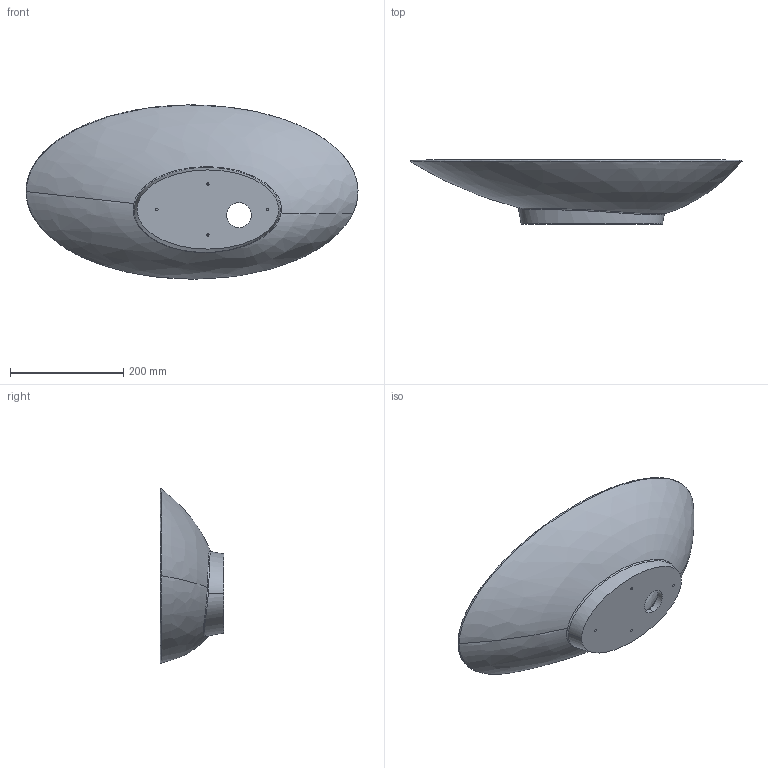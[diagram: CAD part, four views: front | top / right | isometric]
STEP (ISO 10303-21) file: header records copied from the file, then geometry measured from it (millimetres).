
FILE_DESCRIPTION (( 'STEP AP203' ), '1' );
FILE_NAME ('6229170610.step', '2020-12-18T12:32:52', ( 'admin' ), ( '' ), 'SwSTEP 2.0', 'SolidWorks 2019', '' );
FILE_SCHEMA (( 'CONFIG_CONTROL_DESIGN' ));
Length unit declared in the file: millimetre
Products named in the file (1): 6229170610
Bounding box: 586.89 x 113 x 307.69 mm (x, y, z)
Volume: 2649619.1 mm3; surface area: 374188.6 mm2
Topology: 1 solids, 1 shells, 32 faces, 76 edges, 50 vertices
Faces by surface type: bspline 14, cylinder 10, plane 6, cone 2
Entity records: 21379 total; most frequent: CARTESIAN_POINT 20647, ORIENTED_EDGE 152, DIRECTION 106, EDGE_CURVE 76, VERTEX_POINT 50, AXIS2_PLACEMENT_3D 47, EDGE_LOOP 38, B_SPLINE_CURVE_WITH_KNOTS 36
